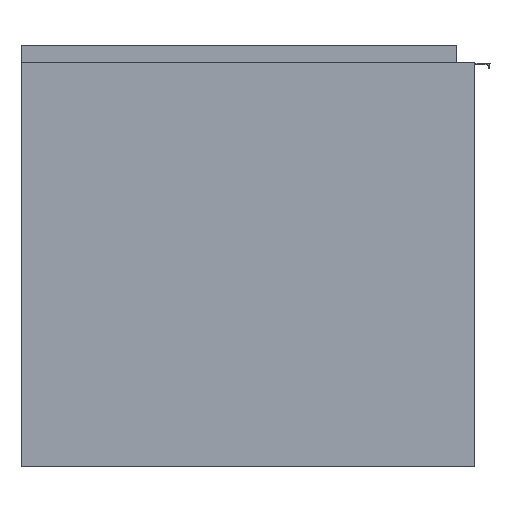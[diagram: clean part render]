
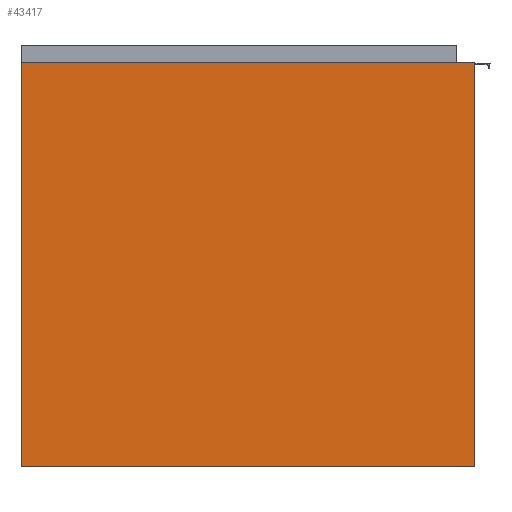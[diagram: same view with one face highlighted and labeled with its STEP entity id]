
A CAD part, left-side view. The second image highlights one B-rep face of the part: STEP entity #43417.
In plain terms, the highlighted planar face has unit normal (-1, 0, 0).
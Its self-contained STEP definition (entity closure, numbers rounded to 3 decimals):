
#3997=FACE_OUTER_BOUND('',#6484,.T.);
#6484=EDGE_LOOP('',(#31088,#31089,#31090,#31091));
#9696=LINE('',#64411,#14309);
#9700=LINE('',#64419,#14313);
#9703=LINE('',#64425,#14316);
#9706=LINE('',#64430,#14319);
#14309=VECTOR('',#51813,462.);
#14313=VECTOR('',#51819,412.);
#14316=VECTOR('',#51824,462.);
#14319=VECTOR('',#51829,412.);
#18723=VERTEX_POINT('',#64409);
#18724=VERTEX_POINT('',#64410);
#18727=VERTEX_POINT('',#64418);
#18729=VERTEX_POINT('',#64424);
#23398=EDGE_CURVE('',#18723,#18724,#9696,.T.);
#23402=EDGE_CURVE('',#18727,#18723,#9700,.T.);
#23405=EDGE_CURVE('',#18729,#18727,#9703,.T.);
#23408=EDGE_CURVE('',#18724,#18729,#9706,.T.);
#31088=ORIENTED_EDGE('',*,*,#23408,.F.);
#31089=ORIENTED_EDGE('',*,*,#23398,.F.);
#31090=ORIENTED_EDGE('',*,*,#23402,.F.);
#31091=ORIENTED_EDGE('',*,*,#23405,.F.);
#41804=PLANE('',#46105);
#43417=ADVANCED_FACE('',(#3997),#41804,.F.);
#46105=AXIS2_PLACEMENT_3D('',#64433,#51833,#51834);
#51813=DIRECTION('',(0.,1.,0.));
#51819=DIRECTION('',(0.,0.,-1.));
#51824=DIRECTION('',(0.,-1.,0.));
#51829=DIRECTION('',(0.,0.,1.));
#51833=DIRECTION('center_axis',(1.,0.,0.));
#51834=DIRECTION('ref_axis',(0.,0.,-1.));
#64409=CARTESIAN_POINT('',(0.,0.,0.));
#64410=CARTESIAN_POINT('',(0.,462.,0.));
#64411=CARTESIAN_POINT('',(0.,0.,0.));
#64418=CARTESIAN_POINT('',(0.,0.,412.));
#64419=CARTESIAN_POINT('',(0.,0.,412.));
#64424=CARTESIAN_POINT('',(0.,462.,412.));
#64425=CARTESIAN_POINT('',(0.,462.,412.));
#64430=CARTESIAN_POINT('',(0.,462.,0.));
#64433=CARTESIAN_POINT('Origin',(0.,231.,206.));
